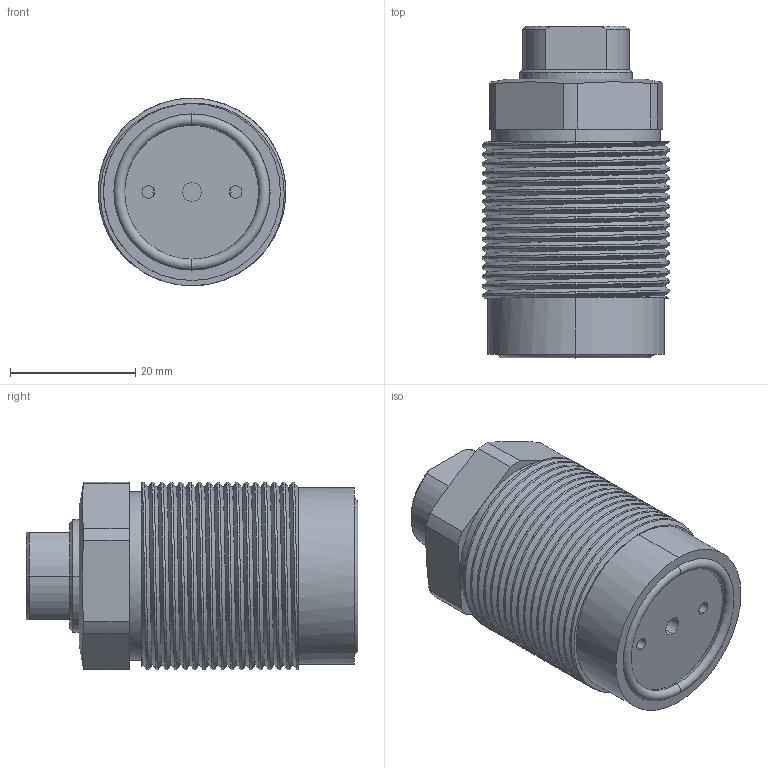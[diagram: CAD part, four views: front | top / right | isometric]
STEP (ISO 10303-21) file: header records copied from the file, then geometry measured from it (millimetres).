
FILE_DESCRIPTION (( 'STEP AP214' ), '1' );
FILE_NAME ('CTC-K030AM.STEP', '2018-10-28T03:47:46', ( '' ), ( '' ), 'SwSTEP 2.0', 'SolidWorks 2016', '' );
FILE_SCHEMA (( 'AUTOMOTIVE_DESIGN' ));
Length unit declared in the file: millimetre
Products named in the file (4): CTC-K030AM; CTC-K030(0); CTC-K030AM(HSG); CTC-K030AM(BT)
Assembly tree (3 placements, depth 2):
  CTC-K030AM
    CTC-K030AM(BT)
    CTC-K030AM(HSG)
    CTC-K030(0)
Bounding box: 29.97 x 53.08 x 30 mm (x, y, z)
Volume: 25964.2 mm3; surface area: 14359.6 mm2
Topology: 3 solids, 3 shells, 108 faces, 274 edges, 174 vertices
Faces by surface type: cylinder 67, plane 26, cone 9, torus 4, bspline 2
Entity records: 5548 total; most frequent: CARTESIAN_POINT 2931, ORIENTED_EDGE 544, DIRECTION 503, EDGE_CURVE 272, AXIS2_PLACEMENT_3D 203, VERTEX_POINT 174, EDGE_LOOP 120, FACE_OUTER_BOUND 108
